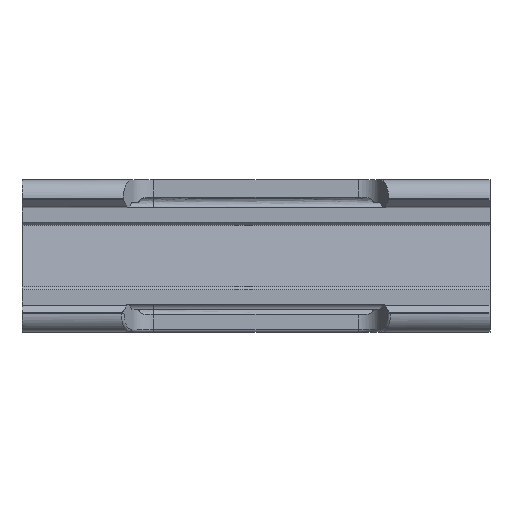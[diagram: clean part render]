
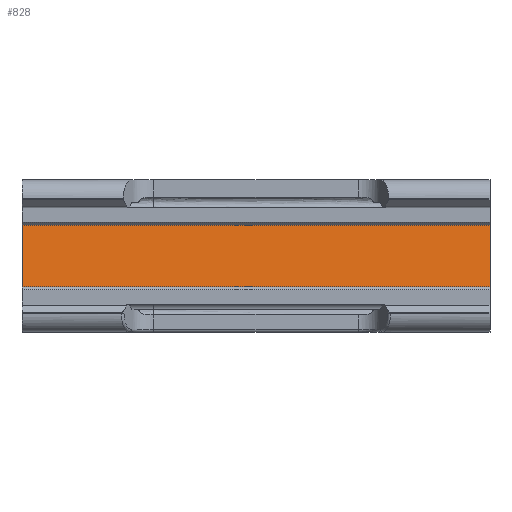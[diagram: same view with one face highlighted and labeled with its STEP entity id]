
A CAD part, top view. The second image highlights one B-rep face of the part: STEP entity #828.
In plain terms, the highlighted planar face has unit normal (0, 0.132, 0.991).
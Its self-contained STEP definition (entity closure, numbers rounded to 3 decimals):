
#458=CARTESIAN_POINT('',(-20.566,-2.308,-1.51));
#459=VERTEX_POINT('',#458);
#466=CARTESIAN_POINT('',(-20.566,2.308,-2.125));
#467=VERTEX_POINT('',#466);
#468=CARTESIAN_POINT('',(-20.566,2.308,-2.125));
#469=DIRECTION('',(0.,-0.991,0.132));
#470=VECTOR('',#469,4.657);
#471=LINE('',#468,#470);
#472=EDGE_CURVE('',#467,#459,#471,.T.);
#713=CARTESIAN_POINT('',(14.434,2.308,-2.125));
#714=VERTEX_POINT('',#713);
#721=CARTESIAN_POINT('',(14.434,-2.308,-1.51));
#722=VERTEX_POINT('',#721);
#723=CARTESIAN_POINT('',(14.434,-2.308,-1.51));
#724=DIRECTION('',(0.,0.991,-0.132));
#725=VECTOR('',#724,4.657);
#726=LINE('',#723,#725);
#727=EDGE_CURVE('',#722,#714,#726,.T.);
#807=CARTESIAN_POINT('',(27.786,-2.526,-1.481));
#808=DIRECTION('',(0.,0.132,0.991));
#809=DIRECTION('',(1.,0.,0.));
#810=AXIS2_PLACEMENT_3D('',#807,#808,#809);
#811=PLANE('',#810);
#812=CARTESIAN_POINT('',(14.434,-2.308,-1.51));
#813=DIRECTION('',(-1.,-0.,0.));
#814=VECTOR('',#813,35.);
#815=LINE('',#812,#814);
#816=EDGE_CURVE('',#722,#459,#815,.T.);
#817=ORIENTED_EDGE('',*,*,#816,.F.);
#818=ORIENTED_EDGE('',*,*,#727,.T.);
#819=CARTESIAN_POINT('',(14.434,2.308,-2.125));
#820=DIRECTION('',(-1.,-0.,0.));
#821=VECTOR('',#820,35.);
#822=LINE('',#819,#821);
#823=EDGE_CURVE('',#714,#467,#822,.T.);
#824=ORIENTED_EDGE('',*,*,#823,.T.);
#825=ORIENTED_EDGE('',*,*,#472,.T.);
#826=EDGE_LOOP('',(#817,#818,#824,#825));
#827=FACE_BOUND('',#826,.T.);
#828=ADVANCED_FACE('',(#827),#811,.T.);
